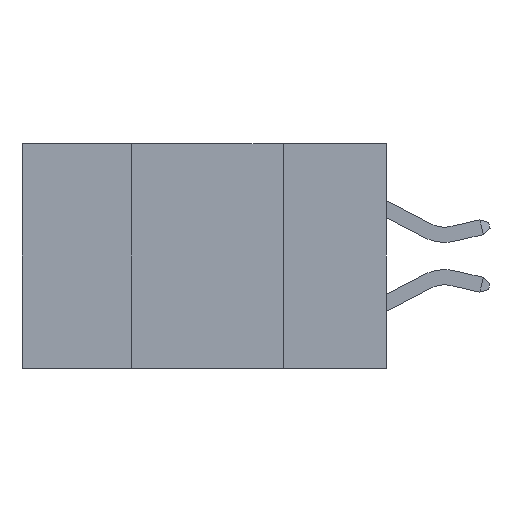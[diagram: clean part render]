
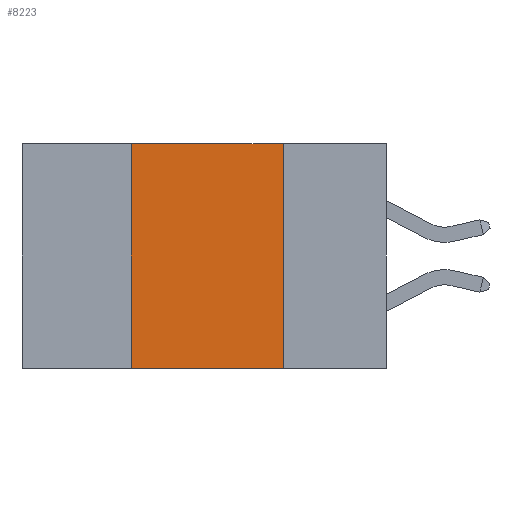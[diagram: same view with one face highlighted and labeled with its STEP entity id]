
A CAD part, left-side view. The second image highlights one B-rep face of the part: STEP entity #8223.
In plain terms, the highlighted planar face has unit normal (-1, 0, 0).
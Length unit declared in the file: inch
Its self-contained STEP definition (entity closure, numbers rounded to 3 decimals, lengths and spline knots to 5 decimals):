
#12 = VERTEX_POINT ( 'NONE', #8187 ) ;
#19 = DIRECTION ( 'NONE',  ( 0., 0., -1. ) ) ;
#468 = DIRECTION ( 'NONE',  ( 0., 0., -1. ) ) ;
#507 = VERTEX_POINT ( 'NONE', #12772 ) ;
#1237 = ORIENTED_EDGE ( 'NONE', *, *, #4658, .T. ) ;
#1573 = DIRECTION ( 'NONE',  ( 1., 0., 0. ) ) ;
#2133 = CARTESIAN_POINT ( 'NONE',  ( 0., 0.6, 0. ) ) ;
#2194 = DIRECTION ( 'NONE',  ( 0., 0., 1. ) ) ;
#2315 = ORIENTED_EDGE ( 'NONE', *, *, #5396, .F. ) ;
#2672 = CARTESIAN_POINT ( 'NONE',  ( 0., 0.6, 0. ) ) ;
#2698 = LINE ( 'NONE', #10692, #5972 ) ;
#3301 = CARTESIAN_POINT ( 'NONE',  ( 0., 0.42, -0.37 ) ) ;
#4319 = CARTESIAN_POINT ( 'NONE',  ( 0., 0.17, -0.37 ) ) ;
#4658 = EDGE_CURVE ( 'NONE', #12, #5057, #2698, .T. ) ;
#5057 = VERTEX_POINT ( 'NONE', #4319 ) ;
#5396 = EDGE_CURVE ( 'NONE', #8048, #5057, #10074, .T. ) ;
#5432 = CARTESIAN_POINT ( 'NONE',  ( 0., 0.17, -0.37 ) ) ;
#5972 = VECTOR ( 'NONE', #9565, 39.37008 ) ;
#6796 = LINE ( 'NONE', #3301, #6838 ) ;
#6838 = VECTOR ( 'NONE', #2194, 39.37008 ) ;
#7578 = EDGE_CURVE ( 'NONE', #507, #8048, #14506, .T. ) ;
#8048 = VERTEX_POINT ( 'NONE', #9019 ) ;
#8187 = CARTESIAN_POINT ( 'NONE',  ( 0., 0.42, -0.37 ) ) ;
#8223 = ADVANCED_FACE ( 'NONE', ( #8344 ), #12890, .F. ) ;
#8344 = FACE_OUTER_BOUND ( 'NONE', #11449, .T. ) ;
#8534 = ORIENTED_EDGE ( 'NONE', *, *, #13282, .F. ) ;
#8762 = DIRECTION ( 'NONE',  ( 0., -1., 0. ) ) ;
#9019 = CARTESIAN_POINT ( 'NONE',  ( 0., 0.17, 0. ) ) ;
#9565 = DIRECTION ( 'NONE',  ( 0., -1., 0. ) ) ;
#10074 = LINE ( 'NONE', #5432, #14347 ) ;
#10143 = ORIENTED_EDGE ( 'NONE', *, *, #7578, .F. ) ;
#10692 = CARTESIAN_POINT ( 'NONE',  ( 0., 0.6, -0.37 ) ) ;
#11291 = VECTOR ( 'NONE', #8762, 39.37008 ) ;
#11449 = EDGE_LOOP ( 'NONE', ( #2315, #10143, #8534, #1237 ) ) ;
#12772 = CARTESIAN_POINT ( 'NONE',  ( 0., 0.42, 0. ) ) ;
#12890 = PLANE ( 'NONE',  #14650 ) ;
#13282 = EDGE_CURVE ( 'NONE', #12, #507, #6796, .T. ) ;
#14347 = VECTOR ( 'NONE', #19, 39.37008 ) ;
#14506 = LINE ( 'NONE', #2133, #11291 ) ;
#14650 = AXIS2_PLACEMENT_3D ( 'NONE', #2672, #1573, #468 ) ;
